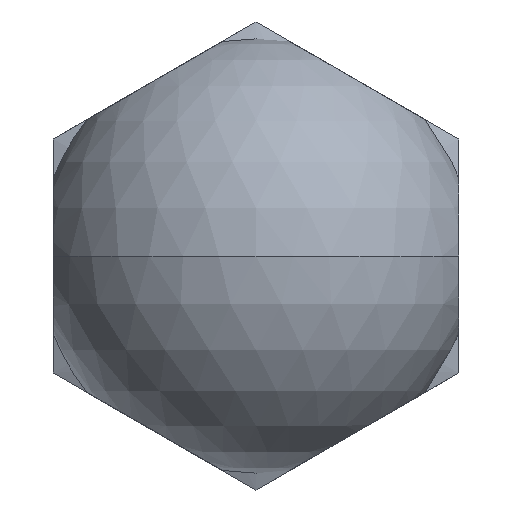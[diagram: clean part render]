
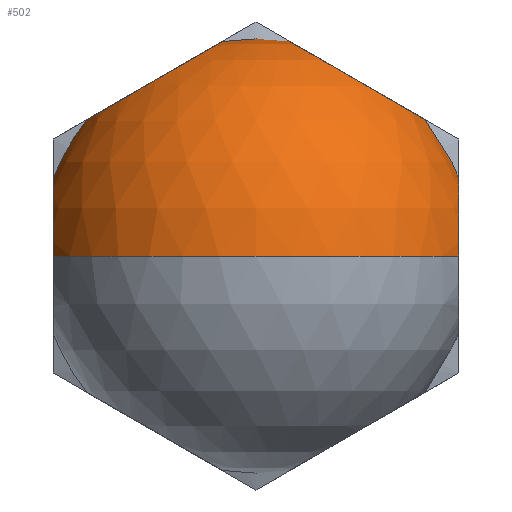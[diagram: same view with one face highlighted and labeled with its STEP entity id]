
A CAD part, front view. The second image highlights one B-rep face of the part: STEP entity #502.
In plain terms, the highlighted spherical face has radius 7.5 mm.
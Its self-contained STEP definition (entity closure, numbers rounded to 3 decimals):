
#7 = CIRCLE ( 'NONE', #803, 7.5 ) ;
#17 = CARTESIAN_POINT ( 'NONE',  ( 3.5, -14.5, 6.062 ) ) ;
#27 = CARTESIAN_POINT ( 'NONE',  ( 0., -14.5, 0. ) ) ;
#32 = DIRECTION ( 'NONE',  ( -0.5, 0., -0.866 ) ) ;
#40 = DIRECTION ( 'NONE',  ( 0., -1., 0. ) ) ;
#42 = EDGE_CURVE ( 'NONE', #1133, #729, #562, .T. ) ;
#50 = CARTESIAN_POINT ( 'NONE',  ( 0., -10., 0. ) ) ;
#58 = EDGE_CURVE ( 'NONE', #262, #390, #200, .T. ) ;
#60 = DIRECTION ( 'NONE',  ( 0., 0., 1. ) ) ;
#61 = CARTESIAN_POINT ( 'NONE',  ( -3.5, -14.5, 6.062 ) ) ;
#104 = AXIS2_PLACEMENT_3D ( 'NONE', #339, #60, #526 ) ;
#111 = DIRECTION ( 'NONE',  ( 0.866, 0., -0.5 ) ) ;
#121 = DIRECTION ( 'NONE',  ( -1., 0., 0. ) ) ;
#128 = EDGE_CURVE ( 'NONE', #368, #708, #648, .T. ) ;
#135 = ORIENTED_EDGE ( 'NONE', *, *, #42, .F. ) ;
#144 = DIRECTION ( 'NONE',  ( -1., 0., 0. ) ) ;
#148 = ORIENTED_EDGE ( 'NONE', *, *, #428, .F. ) ;
#151 = CARTESIAN_POINT ( 'NONE',  ( 0., -22., 0. ) ) ;
#156 = DIRECTION ( 'NONE',  ( 0.866, 0., 0.5 ) ) ;
#178 = AXIS2_PLACEMENT_3D ( 'NONE', #61, #716, #156 ) ;
#195 = CARTESIAN_POINT ( 'NONE',  ( -6., -10., 0. ) ) ;
#197 = DIRECTION ( 'NONE',  ( 0., 0., 1. ) ) ;
#200 = CIRCLE ( 'NONE', #584, 7.5 ) ;
#244 = ORIENTED_EDGE ( 'NONE', *, *, #469, .F. ) ;
#253 = CIRCLE ( 'NONE', #464, 2.693 ) ;
#262 = VERTEX_POINT ( 'NONE', #151 ) ;
#296 = CIRCLE ( 'NONE', #918, 2.693 ) ;
#306 = CARTESIAN_POINT ( 'NONE',  ( -3.5, -14.5, 6.062 ) ) ;
#315 = CARTESIAN_POINT ( 'NONE',  ( 7., -14.5, 0. ) ) ;
#319 = CARTESIAN_POINT ( 'NONE',  ( -5.832, -14.5, 4.716 ) ) ;
#338 = ORIENTED_EDGE ( 'NONE', *, *, #58, .T. ) ;
#339 = CARTESIAN_POINT ( 'NONE',  ( 0., -14.5, 0. ) ) ;
#342 = ORIENTED_EDGE ( 'NONE', *, *, #550, .T. ) ;
#353 = DIRECTION ( 'NONE',  ( 0., 0., 1. ) ) ;
#361 = EDGE_CURVE ( 'NONE', #708, #368, #681, .T. ) ;
#368 = VERTEX_POINT ( 'NONE', #478 ) ;
#390 = VERTEX_POINT ( 'NONE', #854 ) ;
#393 = DIRECTION ( 'NONE',  ( 0.866, 0., 0.5 ) ) ;
#396 = FACE_BOUND ( 'NONE', #1028, .T. ) ;
#398 = AXIS2_PLACEMENT_3D ( 'NONE', #50, #704, #144 ) ;
#406 = DIRECTION ( 'NONE',  ( 0., 1., 0. ) ) ;
#428 = EDGE_CURVE ( 'NONE', #1108, #1133, #1112, .T. ) ;
#464 = AXIS2_PLACEMENT_3D ( 'NONE', #315, #974, #406 ) ;
#469 = EDGE_CURVE ( 'NONE', #262, #949, #905, .T. ) ;
#478 = CARTESIAN_POINT ( 'NONE',  ( 5.832, -14.5, 4.716 ) ) ;
#498 = CARTESIAN_POINT ( 'NONE',  ( -7., -17.193, 0. ) ) ;
#502 = ADVANCED_FACE ( 'NONE', ( #1092, #396, #833 ), #585, .T. ) ;
#516 = EDGE_LOOP ( 'NONE', ( #244, #338, #1200, #738, #135, #148, #970 ) ) ;
#522 = CARTESIAN_POINT ( 'NONE',  ( 0., -14.5, 0. ) ) ;
#526 = DIRECTION ( 'NONE',  ( -1., 0., 0. ) ) ;
#550 = EDGE_CURVE ( 'NONE', #1098, #947, #817, .T. ) ;
#551 = VERTEX_POINT ( 'NONE', #1171 ) ;
#562 = CIRCLE ( 'NONE', #398, 6. ) ;
#578 = EDGE_LOOP ( 'NONE', ( #342, #1084 ) ) ;
#584 = AXIS2_PLACEMENT_3D ( 'NONE', #914, #353, #1013 ) ;
#585 = SPHERICAL_SURFACE ( 'NONE', #104, 7.5 ) ;
#587 = CARTESIAN_POINT ( 'NONE',  ( 3.5, -14.5, 6.062 ) ) ;
#592 = DIRECTION ( 'NONE',  ( 1., 0., 0. ) ) ;
#600 = AXIS2_PLACEMENT_3D ( 'NONE', #1149, #592, #40 ) ;
#620 = DIRECTION ( 'NONE',  ( -1., 0., 0. ) ) ;
#639 = AXIS2_PLACEMENT_3D ( 'NONE', #17, #676, #111 ) ;
#648 = CIRCLE ( 'NONE', #834, 2.693 ) ;
#650 = EDGE_CURVE ( 'NONE', #551, #729, #7, .T. ) ;
#676 = DIRECTION ( 'NONE',  ( -0.5, 0., -0.866 ) ) ;
#681 = CIRCLE ( 'NONE', #639, 2.693 ) ;
#682 = DIRECTION ( 'NONE',  ( 0., 0., -1. ) ) ;
#688 = DIRECTION ( 'NONE',  ( 0.866, 0., -0.5 ) ) ;
#689 = CARTESIAN_POINT ( 'NONE',  ( 1.168, -14.5, 7.408 ) ) ;
#704 = DIRECTION ( 'NONE',  ( 0., 1., 0. ) ) ;
#708 = VERTEX_POINT ( 'NONE', #689 ) ;
#716 = DIRECTION ( 'NONE',  ( 0.5, 0., -0.866 ) ) ;
#729 = VERTEX_POINT ( 'NONE', #789 ) ;
#738 = ORIENTED_EDGE ( 'NONE', *, *, #650, .T. ) ;
#758 = CARTESIAN_POINT ( 'NONE',  ( 0., -14.5, 0. ) ) ;
#789 = CARTESIAN_POINT ( 'NONE',  ( 6., -10., 0. ) ) ;
#803 = AXIS2_PLACEMENT_3D ( 'NONE', #758, #197, #848 ) ;
#817 = CIRCLE ( 'NONE', #178, 2.693 ) ;
#823 = AXIS2_PLACEMENT_3D ( 'NONE', #27, #682, #121 ) ;
#831 = ORIENTED_EDGE ( 'NONE', *, *, #361, .T. ) ;
#833 = FACE_OUTER_BOUND ( 'NONE', #516, .T. ) ;
#834 = AXIS2_PLACEMENT_3D ( 'NONE', #587, #32, #688 ) ;
#841 = CARTESIAN_POINT ( 'NONE',  ( -7., -11.807, 0. ) ) ;
#848 = DIRECTION ( 'NONE',  ( 1., 0., 0. ) ) ;
#849 = ORIENTED_EDGE ( 'NONE', *, *, #128, .T. ) ;
#854 = CARTESIAN_POINT ( 'NONE',  ( 7., -17.193, 0. ) ) ;
#902 = EDGE_CURVE ( 'NONE', #390, #551, #253, .T. ) ;
#905 = CIRCLE ( 'NONE', #1069, 7.5 ) ;
#914 = CARTESIAN_POINT ( 'NONE',  ( 0., -14.5, 0. ) ) ;
#918 = AXIS2_PLACEMENT_3D ( 'NONE', #306, #960, #393 ) ;
#920 = EDGE_CURVE ( 'NONE', #1108, #949, #955, .T. ) ;
#947 = VERTEX_POINT ( 'NONE', #319 ) ;
#949 = VERTEX_POINT ( 'NONE', #498 ) ;
#955 = CIRCLE ( 'NONE', #600, 2.693 ) ;
#960 = DIRECTION ( 'NONE',  ( 0.5, 0., -0.866 ) ) ;
#970 = ORIENTED_EDGE ( 'NONE', *, *, #920, .T. ) ;
#974 = DIRECTION ( 'NONE',  ( -1., 0., 0. ) ) ;
#1013 = DIRECTION ( 'NONE',  ( 1., 0., 0. ) ) ;
#1028 = EDGE_LOOP ( 'NONE', ( #849, #831 ) ) ;
#1037 = CARTESIAN_POINT ( 'NONE',  ( -1.168, -14.5, 7.408 ) ) ;
#1069 = AXIS2_PLACEMENT_3D ( 'NONE', #522, #1170, #620 ) ;
#1084 = ORIENTED_EDGE ( 'NONE', *, *, #1176, .T. ) ;
#1092 = FACE_BOUND ( 'NONE', #578, .T. ) ;
#1098 = VERTEX_POINT ( 'NONE', #1037 ) ;
#1108 = VERTEX_POINT ( 'NONE', #841 ) ;
#1112 = CIRCLE ( 'NONE', #823, 7.5 ) ;
#1133 = VERTEX_POINT ( 'NONE', #195 ) ;
#1149 = CARTESIAN_POINT ( 'NONE',  ( -7., -14.5, 0. ) ) ;
#1170 = DIRECTION ( 'NONE',  ( 0., 0., -1. ) ) ;
#1171 = CARTESIAN_POINT ( 'NONE',  ( 7., -11.807, 0. ) ) ;
#1176 = EDGE_CURVE ( 'NONE', #947, #1098, #296, .T. ) ;
#1200 = ORIENTED_EDGE ( 'NONE', *, *, #902, .T. ) ;
